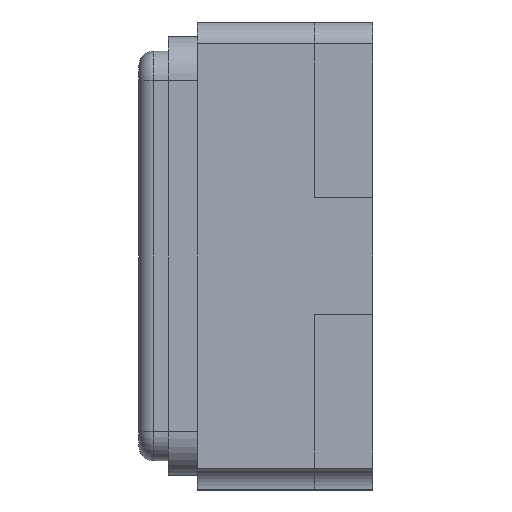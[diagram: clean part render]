
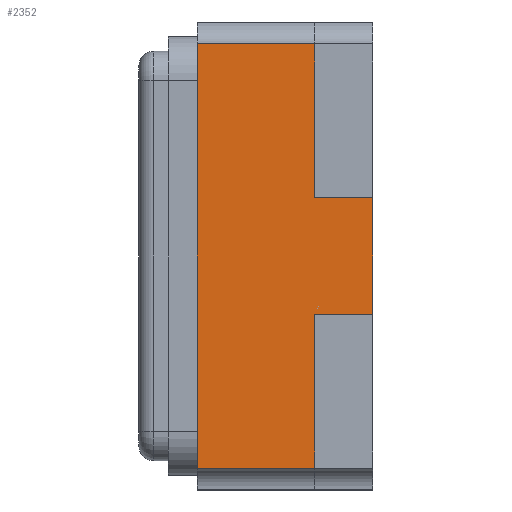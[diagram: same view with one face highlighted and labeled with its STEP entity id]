
A CAD part, left-side view. The second image highlights one B-rep face of the part: STEP entity #2352.
In plain terms, the highlighted planar face has unit normal (-1, 0, 0).
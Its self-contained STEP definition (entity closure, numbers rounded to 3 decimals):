
#84 = VECTOR ( 'NONE', #1465, 1000. ) ;
#130 = ORIENTED_EDGE ( 'NONE', *, *, #2678, .F. ) ;
#131 = CARTESIAN_POINT ( 'NONE',  ( -1., 0., -0.2 ) ) ;
#211 = DIRECTION ( 'NONE',  ( 0., 0., 1. ) ) ;
#217 = DIRECTION ( 'NONE',  ( 0., 0., -1. ) ) ;
#246 = FACE_OUTER_BOUND ( 'NONE', #552, .T. ) ;
#278 = VECTOR ( 'NONE', #2550, 1000. ) ;
#359 = CARTESIAN_POINT ( 'NONE',  ( -1., 0.6, 0.8 ) ) ;
#427 = CARTESIAN_POINT ( 'NONE',  ( -1., 0.2, -0.2 ) ) ;
#462 = VERTEX_POINT ( 'NONE', #776 ) ;
#475 = CARTESIAN_POINT ( 'NONE',  ( -1., 0., 0.8 ) ) ;
#477 = DIRECTION ( 'NONE',  ( 0., -1., 0. ) ) ;
#493 = LINE ( 'NONE', #475, #2999 ) ;
#552 = EDGE_LOOP ( 'NONE', ( #1364, #2641, #802, #1640, #130, #2750, #2797, #1165 ) ) ;
#732 = CARTESIAN_POINT ( 'NONE',  ( -1., 0., 0.725 ) ) ;
#770 = LINE ( 'NONE', #1747, #2495 ) ;
#776 = CARTESIAN_POINT ( 'NONE',  ( -1., 0.2, 0.725 ) ) ;
#778 = LINE ( 'NONE', #2493, #1398 ) ;
#801 = DIRECTION ( 'NONE',  ( 0., 0., -1. ) ) ;
#802 = ORIENTED_EDGE ( 'NONE', *, *, #1937, .F. ) ;
#806 = CARTESIAN_POINT ( 'NONE',  ( -1., 0.2, 0.2 ) ) ;
#848 = LINE ( 'NONE', #359, #1240 ) ;
#853 = VECTOR ( 'NONE', #477, 1000. ) ;
#958 = LINE ( 'NONE', #732, #84 ) ;
#985 = CARTESIAN_POINT ( 'NONE',  ( -1., 3.361, 0.8 ) ) ;
#1165 = ORIENTED_EDGE ( 'NONE', *, *, #1360, .T. ) ;
#1218 = EDGE_CURVE ( 'NONE', #2170, #1749, #2569, .T. ) ;
#1232 = VERTEX_POINT ( 'NONE', #131 ) ;
#1240 = VECTOR ( 'NONE', #2850, 1000. ) ;
#1279 = VECTOR ( 'NONE', #1785, 1000. ) ;
#1348 = CARTESIAN_POINT ( 'NONE',  ( -1., 0., -0.725 ) ) ;
#1360 = EDGE_CURVE ( 'NONE', #2702, #1232, #1677, .T. ) ;
#1364 = ORIENTED_EDGE ( 'NONE', *, *, #2749, .T. ) ;
#1398 = VECTOR ( 'NONE', #801, 1000. ) ;
#1400 = CARTESIAN_POINT ( 'NONE',  ( -1., 0.6, 0.725 ) ) ;
#1423 = CARTESIAN_POINT ( 'NONE',  ( -1., 0.2, -0.725 ) ) ;
#1465 = DIRECTION ( 'NONE',  ( 0., 1., 0. ) ) ;
#1473 = VERTEX_POINT ( 'NONE', #1998 ) ;
#1510 = CARTESIAN_POINT ( 'NONE',  ( -1., 0.6, -0.725 ) ) ;
#1640 = ORIENTED_EDGE ( 'NONE', *, *, #2433, .T. ) ;
#1665 = AXIS2_PLACEMENT_3D ( 'NONE', #985, #2415, #217 ) ;
#1677 = LINE ( 'NONE', #427, #853 ) ;
#1744 = LINE ( 'NONE', #806, #1279 ) ;
#1747 = CARTESIAN_POINT ( 'NONE',  ( -1., 0.2, 0.725 ) ) ;
#1749 = VERTEX_POINT ( 'NONE', #1423 ) ;
#1785 = DIRECTION ( 'NONE',  ( 0., -1., 0. ) ) ;
#1937 = EDGE_CURVE ( 'NONE', #462, #2592, #770, .T. ) ;
#1998 = CARTESIAN_POINT ( 'NONE',  ( -1., 0., 0.2 ) ) ;
#2047 = VERTEX_POINT ( 'NONE', #1400 ) ;
#2170 = VERTEX_POINT ( 'NONE', #1510 ) ;
#2197 = EDGE_CURVE ( 'NONE', #2592, #1473, #1744, .T. ) ;
#2244 = DIRECTION ( 'NONE',  ( 0., 0., -1. ) ) ;
#2308 = CARTESIAN_POINT ( 'NONE',  ( -1., 0.2, 0.2 ) ) ;
#2352 = ADVANCED_FACE ( 'NONE', ( #246 ), #2445, .F. ) ;
#2374 = CARTESIAN_POINT ( 'NONE',  ( -1., 0.2, -0.2 ) ) ;
#2415 = DIRECTION ( 'NONE',  ( 1., 0., 0. ) ) ;
#2433 = EDGE_CURVE ( 'NONE', #462, #2047, #958, .T. ) ;
#2445 = PLANE ( 'NONE',  #1665 ) ;
#2493 = CARTESIAN_POINT ( 'NONE',  ( -1., 0.2, -0.725 ) ) ;
#2495 = VECTOR ( 'NONE', #2244, 1000. ) ;
#2510 = EDGE_CURVE ( 'NONE', #2702, #1749, #778, .T. ) ;
#2550 = DIRECTION ( 'NONE',  ( 0., -1., 0. ) ) ;
#2569 = LINE ( 'NONE', #1348, #278 ) ;
#2592 = VERTEX_POINT ( 'NONE', #2308 ) ;
#2641 = ORIENTED_EDGE ( 'NONE', *, *, #2197, .F. ) ;
#2678 = EDGE_CURVE ( 'NONE', #2170, #2047, #848, .T. ) ;
#2702 = VERTEX_POINT ( 'NONE', #2374 ) ;
#2749 = EDGE_CURVE ( 'NONE', #1232, #1473, #493, .T. ) ;
#2750 = ORIENTED_EDGE ( 'NONE', *, *, #1218, .T. ) ;
#2797 = ORIENTED_EDGE ( 'NONE', *, *, #2510, .F. ) ;
#2850 = DIRECTION ( 'NONE',  ( 0., 0., 1. ) ) ;
#2999 = VECTOR ( 'NONE', #211, 1000. ) ;
